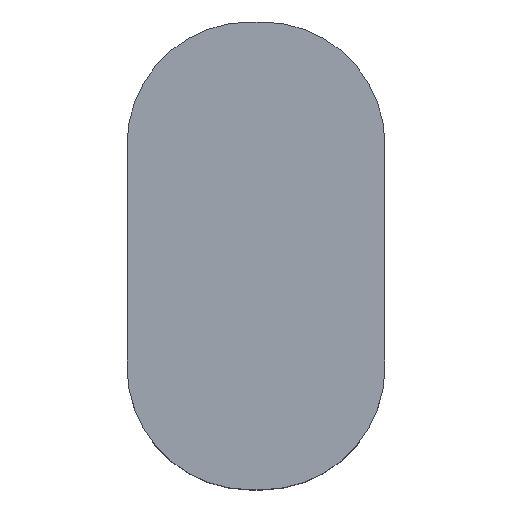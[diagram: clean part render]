
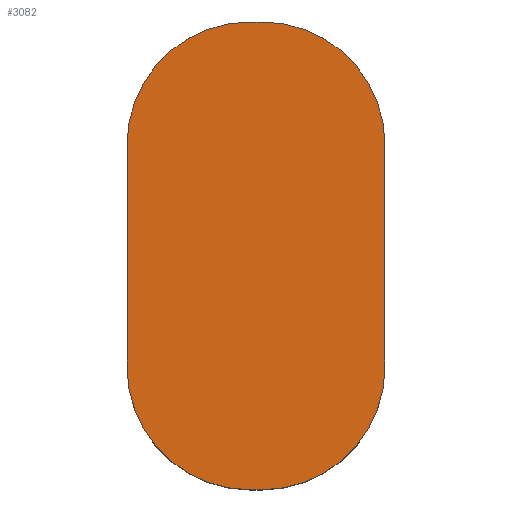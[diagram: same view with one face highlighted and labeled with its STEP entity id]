
A CAD part, top view. The second image highlights one B-rep face of the part: STEP entity #3082.
In plain terms, the highlighted planar face has unit normal (0, 0, 1).
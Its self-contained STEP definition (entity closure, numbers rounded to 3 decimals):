
#8 = CIRCLE ( 'NONE', #798, 2. ) ;
#43 = DIRECTION ( 'NONE',  ( -1., 0., 0. ) ) ;
#45 = DIRECTION ( 'NONE',  ( 0., 0., 1. ) ) ;
#65 = VECTOR ( 'NONE', #3136, 1000. ) ;
#121 = DIRECTION ( 'NONE',  ( 1., 0., 0. ) ) ;
#206 = CARTESIAN_POINT ( 'NONE',  ( 13.531, 3.433, 2.7 ) ) ;
#240 = VERTEX_POINT ( 'NONE', #868 ) ;
#281 = DIRECTION ( 'NONE',  ( 0., 0., 1. ) ) ;
#311 = EDGE_CURVE ( 'NONE', #2128, #2608, #2130, .T. ) ;
#437 = CARTESIAN_POINT ( 'NONE',  ( 15.531, 3.433, 2.7 ) ) ;
#455 = CARTESIAN_POINT ( 'NONE',  ( 15.531, 7.057, 2.7 ) ) ;
#476 = EDGE_CURVE ( 'NONE', #2579, #1440, #1681, .T. ) ;
#487 = CARTESIAN_POINT ( 'NONE',  ( 17.736, 3.433, 2.7 ) ) ;
#503 = CARTESIAN_POINT ( 'NONE',  ( 15.531, 1.433, 2.7 ) ) ;
#554 = ORIENTED_EDGE ( 'NONE', *, *, #476, .T. ) ;
#606 = LINE ( 'NONE', #653, #2284 ) ;
#653 = CARTESIAN_POINT ( 'NONE',  ( 15.736, 9.057, 2.7 ) ) ;
#704 = VECTOR ( 'NONE', #3449, 1000. ) ;
#748 = ORIENTED_EDGE ( 'NONE', *, *, #1705, .T. ) ;
#798 = AXIS2_PLACEMENT_3D ( 'NONE', #1339, #3486, #3005 ) ;
#825 = CARTESIAN_POINT ( 'NONE',  ( 15.736, 3.433, 2.7 ) ) ;
#868 = CARTESIAN_POINT ( 'NONE',  ( 17.736, 3.433, 2.7 ) ) ;
#1176 = ORIENTED_EDGE ( 'NONE', *, *, #2099, .T. ) ;
#1232 = CARTESIAN_POINT ( 'NONE',  ( 15.736, 9.057, 2.7 ) ) ;
#1339 = CARTESIAN_POINT ( 'NONE',  ( 15.736, 7.057, 2.7 ) ) ;
#1342 = AXIS2_PLACEMENT_3D ( 'NONE', #455, #1555, #121 ) ;
#1358 = DIRECTION ( 'NONE',  ( 1., 0., 0. ) ) ;
#1372 = CARTESIAN_POINT ( 'NONE',  ( 17.736, 7.057, 2.7 ) ) ;
#1440 = VERTEX_POINT ( 'NONE', #503 ) ;
#1469 = CARTESIAN_POINT ( 'NONE',  ( 15.736, 1.433, 2.7 ) ) ;
#1555 = DIRECTION ( 'NONE',  ( 0., 0., 1. ) ) ;
#1602 = ORIENTED_EDGE ( 'NONE', *, *, #2641, .T. ) ;
#1607 = DIRECTION ( 'NONE',  ( -1., 0., 0. ) ) ;
#1619 = ORIENTED_EDGE ( 'NONE', *, *, #3021, .T. ) ;
#1681 = CIRCLE ( 'NONE', #2188, 2. ) ;
#1705 = EDGE_CURVE ( 'NONE', #2300, #2128, #606, .T. ) ;
#1779 = LINE ( 'NONE', #2897, #704 ) ;
#1830 = ORIENTED_EDGE ( 'NONE', *, *, #311, .T. ) ;
#1887 = CARTESIAN_POINT ( 'NONE',  ( 0., 0., 2.7 ) ) ;
#2099 = EDGE_CURVE ( 'NONE', #2388, #240, #2335, .T. ) ;
#2105 = VERTEX_POINT ( 'NONE', #1372 ) ;
#2113 = CARTESIAN_POINT ( 'NONE',  ( 13.531, 7.057, 2.7 ) ) ;
#2128 = VERTEX_POINT ( 'NONE', #2200 ) ;
#2130 = CIRCLE ( 'NONE', #1342, 2. ) ;
#2153 = FACE_OUTER_BOUND ( 'NONE', #2888, .T. ) ;
#2188 = AXIS2_PLACEMENT_3D ( 'NONE', #437, #3415, #3359 ) ;
#2200 = CARTESIAN_POINT ( 'NONE',  ( 15.531, 9.057, 2.7 ) ) ;
#2281 = VECTOR ( 'NONE', #3165, 1000. ) ;
#2284 = VECTOR ( 'NONE', #43, 1000. ) ;
#2300 = VERTEX_POINT ( 'NONE', #1232 ) ;
#2335 = CIRCLE ( 'NONE', #2838, 2. ) ;
#2388 = VERTEX_POINT ( 'NONE', #2581 ) ;
#2392 = LINE ( 'NONE', #487, #2281 ) ;
#2465 = EDGE_CURVE ( 'NONE', #2608, #2579, #1779, .T. ) ;
#2579 = VERTEX_POINT ( 'NONE', #206 ) ;
#2581 = CARTESIAN_POINT ( 'NONE',  ( 15.736, 1.433, 2.7 ) ) ;
#2608 = VERTEX_POINT ( 'NONE', #2113 ) ;
#2641 = EDGE_CURVE ( 'NONE', #240, #2105, #2392, .T. ) ;
#2759 = AXIS2_PLACEMENT_3D ( 'NONE', #1887, #281, #1358 ) ;
#2804 = ORIENTED_EDGE ( 'NONE', *, *, #3171, .T. ) ;
#2838 = AXIS2_PLACEMENT_3D ( 'NONE', #825, #45, #1607 ) ;
#2888 = EDGE_LOOP ( 'NONE', ( #3318, #554, #2804, #1176, #1602, #1619, #748, #1830 ) ) ;
#2897 = CARTESIAN_POINT ( 'NONE',  ( 13.531, 3.433, 2.7 ) ) ;
#3005 = DIRECTION ( 'NONE',  ( 1., 0., 0. ) ) ;
#3021 = EDGE_CURVE ( 'NONE', #2105, #2300, #8, .T. ) ;
#3082 = ADVANCED_FACE ( 'NONE', ( #2153 ), #3221, .T. ) ;
#3099 = LINE ( 'NONE', #1469, #65 ) ;
#3136 = DIRECTION ( 'NONE',  ( 1., 0., 0. ) ) ;
#3165 = DIRECTION ( 'NONE',  ( 0., 1., 0. ) ) ;
#3171 = EDGE_CURVE ( 'NONE', #1440, #2388, #3099, .T. ) ;
#3221 = PLANE ( 'NONE',  #2759 ) ;
#3318 = ORIENTED_EDGE ( 'NONE', *, *, #2465, .T. ) ;
#3359 = DIRECTION ( 'NONE',  ( -1., 0., 0. ) ) ;
#3415 = DIRECTION ( 'NONE',  ( 0., 0., 1. ) ) ;
#3449 = DIRECTION ( 'NONE',  ( 0., -1., 0. ) ) ;
#3486 = DIRECTION ( 'NONE',  ( 0., 0., 1. ) ) ;
